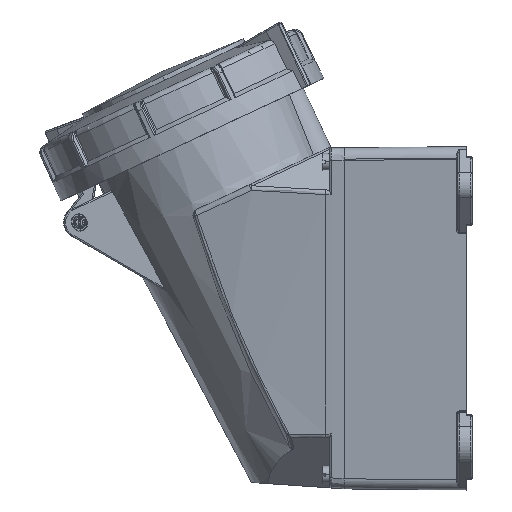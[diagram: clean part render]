
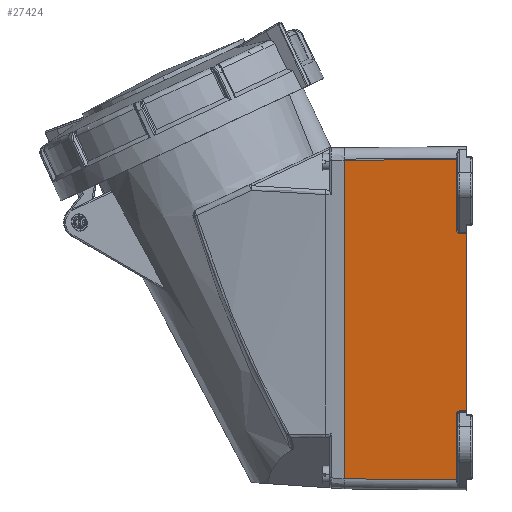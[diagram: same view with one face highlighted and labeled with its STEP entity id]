
A CAD part, left-side view. The second image highlights one B-rep face of the part: STEP entity #27424.
In plain terms, the highlighted face is planar.
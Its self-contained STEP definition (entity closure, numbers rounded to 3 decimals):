
#584 = ORIENTED_EDGE ( 'NONE', *, *, #31460, .F. ) ;
#1179 = CARTESIAN_POINT ( 'NONE',  ( -172.164, 1435.657, 0. ) ) ;
#3812 = CARTESIAN_POINT ( 'NONE',  ( -236.176, 1442.694, 3.496 ) ) ;
#3832 = CARTESIAN_POINT ( 'NONE',  ( -171.225, 1435.523, 3.485 ) ) ;
#4084 = CARTESIAN_POINT ( 'NONE',  ( -172.176, 1435.635, 2.622 ) ) ;
#4602 = ORIENTED_EDGE ( 'NONE', *, *, #14319, .T. ) ;
#5386 = DIRECTION ( 'NONE',  ( -0.005, -0.008, 1. ) ) ;
#5558 = DIRECTION ( 'NONE',  ( 0.009, 0.008, -1. ) ) ;
#5903 = EDGE_CURVE ( 'NONE', #50548, #36206, #47363, .T. ) ;
#6098 = ORIENTED_EDGE ( 'NONE', *, *, #5903, .T. ) ;
#6340 = ORIENTED_EDGE ( 'NONE', *, *, #49911, .T. ) ;
#6344 = CARTESIAN_POINT ( 'NONE',  ( -147.971, 1432.955, 3.496 ) ) ;
#7519 = CARTESIAN_POINT ( 'NONE',  ( -171.472, 1435.551, 3.414 ) ) ;
#7553 = LINE ( 'NONE', #23369, #22476 ) ;
#8283 = B_SPLINE_CURVE_WITH_KNOTS ( 'NONE', 3,
 ( #48174, #31308, #3832, #12265, #15953, #51621, #7519, #36313, #39220, #40271, #51340, #35795, #31573, #43435, #15688, #4084, #31824 ),
 .UNSPECIFIED., .F., .F.,
 ( 4, 1, 1, 2, 2, 1, 2, 2, 2, 4 ),
 ( 0., 0.125, 0.187, 0.219, 0.25, 0.375, 0.437, 0.5, 0.75, 1. ),
 .UNSPECIFIED. ) ;
#8787 = LINE ( 'NONE', #28103, #42616 ) ;
#9299 = ORIENTED_EDGE ( 'NONE', *, *, #35109, .F. ) ;
#11335 = DIRECTION ( 'NONE',  ( 0.079, 0., -0.997 ) ) ;
#11461 = CARTESIAN_POINT ( 'NONE',  ( -234.535, 1442.522, 2.496 ) ) ;
#11728 = CARTESIAN_POINT ( 'NONE',  ( -234.641, 1442.53, 2.94 ) ) ;
#11788 = VECTOR ( 'NONE', #5386, 1000. ) ;
#12265 = CARTESIAN_POINT ( 'NONE',  ( -171.359, 1435.538, 3.453 ) ) ;
#12503 = CARTESIAN_POINT ( 'NONE',  ( -234.561, 1442.547, 0. ) ) ;
#13660 = DIRECTION ( 'NONE',  ( 0.011, -0.01, 1. ) ) ;
#13903 = CARTESIAN_POINT ( 'NONE',  ( -234.561, 1442.547, 0. ) ) ;
#14191 = VECTOR ( 'NONE', #13660, 1000. ) ;
#14319 = EDGE_CURVE ( 'NONE', #36206, #15016, #49000, .T. ) ;
#14360 = EDGE_CURVE ( 'NONE', #25831, #15455, #16203, .T. ) ;
#15016 = VERTEX_POINT ( 'NONE', #30643 ) ;
#15026 = ORIENTED_EDGE ( 'NONE', *, *, #40774, .T. ) ;
#15455 = VERTEX_POINT ( 'NONE', #25827 ) ;
#15491 = VERTEX_POINT ( 'NONE', #46666 ) ;
#15688 = CARTESIAN_POINT ( 'NONE',  ( -172.147, 1435.631, 2.744 ) ) ;
#15810 = DIRECTION ( 'NONE',  ( 0.11, 0.994, 0.009 ) ) ;
#15953 = CARTESIAN_POINT ( 'NONE',  ( -171.415, 1435.544, 3.435 ) ) ;
#16203 = LINE ( 'NONE', #1179, #11788 ) ;
#17275 = ORIENTED_EDGE ( 'NONE', *, *, #18712, .F. ) ;
#17786 = AXIS2_PLACEMENT_3D ( 'NONE', #47508, #15810, #11335 ) ;
#18712 = EDGE_CURVE ( 'NONE', #50548, #25831, #51971, .T. ) ;
#19755 = FACE_OUTER_BOUND ( 'NONE', #48576, .T. ) ;
#20136 = DIRECTION ( 'NONE',  ( 0.994, -0.11, 0. ) ) ;
#21055 = VECTOR ( 'NONE', #5558, 1000. ) ;
#21579 = VECTOR ( 'NONE', #38794, 1000. ) ;
#21639 = CARTESIAN_POINT ( 'NONE',  ( -148.315, 1432.646, 43. ) ) ;
#22476 = VECTOR ( 'NONE', #40040, 1000. ) ;
#22647 = LINE ( 'NONE', #39060, #21579 ) ;
#23369 = CARTESIAN_POINT ( 'NONE',  ( -171.026, 1435.501, 3.496 ) ) ;
#23867 = CARTESIAN_POINT ( 'NONE',  ( -235.626, 1442.634, 3.495 ) ) ;
#24690 = VERTEX_POINT ( 'NONE', #6344 ) ;
#25734 = VERTEX_POINT ( 'NONE', #50182 ) ;
#25827 = CARTESIAN_POINT ( 'NONE',  ( -172.177, 1435.637, 2.496 ) ) ;
#25831 = VERTEX_POINT ( 'NONE', #48554 ) ;
#26327 = ORIENTED_EDGE ( 'NONE', *, *, #14360, .F. ) ;
#26429 = EDGE_CURVE ( 'NONE', #25734, #15455, #8283, .T. ) ;
#27424 = ADVANCED_FACE ( 'NONE', ( #19755 ), #31158, .T. ) ;
#27890 = CARTESIAN_POINT ( 'NONE',  ( -234.535, 1442.522, 2.496 ) ) ;
#27972 = VECTOR ( 'NONE', #39579, 1000. ) ;
#28103 = CARTESIAN_POINT ( 'NONE',  ( -260.66, 1445.398, 3.496 ) ) ;
#30643 = CARTESIAN_POINT ( 'NONE',  ( -236.176, 1442.694, 3.496 ) ) ;
#31062 = LINE ( 'NONE', #21639, #21055 ) ;
#31158 = PLANE ( 'NONE',  #17786 ) ;
#31308 = CARTESIAN_POINT ( 'NONE',  ( -171.107, 1435.51, 3.496 ) ) ;
#31460 = EDGE_CURVE ( 'NONE', #38346, #15016, #8787, .T. ) ;
#31573 = CARTESIAN_POINT ( 'NONE',  ( -171.955, 1435.607, 3.085 ) ) ;
#31824 = CARTESIAN_POINT ( 'NONE',  ( -172.177, 1435.637, 2.496 ) ) ;
#33806 = CARTESIAN_POINT ( 'NONE',  ( -148.315, 1432.646, 43. ) ) ;
#33830 = CARTESIAN_POINT ( 'NONE',  ( -260.66, 1445.398, 3.496 ) ) ;
#34765 = CARTESIAN_POINT ( 'NONE',  ( -260.66, 1445.398, 3.496 ) ) ;
#35109 = EDGE_CURVE ( 'NONE', #37841, #15491, #22647, .T. ) ;
#35629 = CARTESIAN_POINT ( 'NONE',  ( -234.561, 1442.547, 0. ) ) ;
#35795 = CARTESIAN_POINT ( 'NONE',  ( -171.828, 1435.592, 3.202 ) ) ;
#36153 = EDGE_CURVE ( 'NONE', #25734, #24690, #7553, .T. ) ;
#36206 = VERTEX_POINT ( 'NONE', #27890 ) ;
#36313 = CARTESIAN_POINT ( 'NONE',  ( -171.557, 1435.56, 3.381 ) ) ;
#37841 = VERTEX_POINT ( 'NONE', #33806 ) ;
#38346 = VERTEX_POINT ( 'NONE', #34765 ) ;
#38794 = DIRECTION ( 'NONE',  ( -0.994, 0.11, 0. ) ) ;
#39060 = CARTESIAN_POINT ( 'NONE',  ( -148.315, 1432.646, 43. ) ) ;
#39220 = CARTESIAN_POINT ( 'NONE',  ( -171.653, 1435.571, 3.332 ) ) ;
#39579 = DIRECTION ( 'NONE',  ( 0.994, -0.11, 0. ) ) ;
#40040 = DIRECTION ( 'NONE',  ( 0.994, -0.11, 0. ) ) ;
#40271 = CARTESIAN_POINT ( 'NONE',  ( -171.742, 1435.582, 3.27 ) ) ;
#40774 = EDGE_CURVE ( 'NONE', #38346, #15491, #41728, .T. ) ;
#41728 = LINE ( 'NONE', #33830, #44388 ) ;
#42263 = ORIENTED_EDGE ( 'NONE', *, *, #36153, .F. ) ;
#42616 = VECTOR ( 'NONE', #20136, 1000. ) ;
#43435 = CARTESIAN_POINT ( 'NONE',  ( -172.035, 1435.617, 2.978 ) ) ;
#43955 = CARTESIAN_POINT ( 'NONE',  ( -235.19, 1442.587, 3.339 ) ) ;
#44388 = VECTOR ( 'NONE', #46459, 1000. ) ;
#46459 = DIRECTION ( 'NONE',  ( 0.009, -0.01, 1. ) ) ;
#46666 = CARTESIAN_POINT ( 'NONE',  ( -260.316, 1445.013, 43. ) ) ;
#47363 = LINE ( 'NONE', #13903, #14191 ) ;
#47508 = CARTESIAN_POINT ( 'NONE',  ( -200.513, 1438.41, 43.004 ) ) ;
#48174 = CARTESIAN_POINT ( 'NONE',  ( -171.026, 1435.501, 3.496 ) ) ;
#48554 = CARTESIAN_POINT ( 'NONE',  ( -172.164, 1435.657, 0. ) ) ;
#48576 = EDGE_LOOP ( 'NONE', ( #584, #15026, #9299, #6340, #42263, #49406, #26327, #17275, #6098, #4602 ) ) ;
#49000 = B_SPLINE_CURVE_WITH_KNOTS ( 'NONE', 3,
 ( #11461, #52120, #11728, #43955, #23867, #3812 ),
 .UNSPECIFIED., .F., .F.,
 ( 4, 2, 4 ),
 ( 0., 0.5, 1. ),
 .UNSPECIFIED. ) ;
#49406 = ORIENTED_EDGE ( 'NONE', *, *, #26429, .T. ) ;
#49911 = EDGE_CURVE ( 'NONE', #37841, #24690, #31062, .T. ) ;
#50182 = CARTESIAN_POINT ( 'NONE',  ( -171.026, 1435.501, 3.496 ) ) ;
#50548 = VERTEX_POINT ( 'NONE', #12503 ) ;
#51340 = CARTESIAN_POINT ( 'NONE',  ( -171.799, 1435.588, 3.227 ) ) ;
#51621 = CARTESIAN_POINT ( 'NONE',  ( -171.452, 1435.548, 3.422 ) ) ;
#51971 = LINE ( 'NONE', #35629, #27972 ) ;
#52120 = CARTESIAN_POINT ( 'NONE',  ( -234.533, 1442.52, 2.707 ) ) ;
